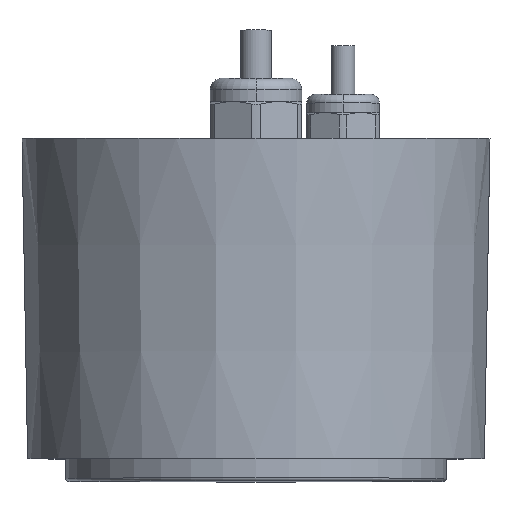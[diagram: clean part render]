
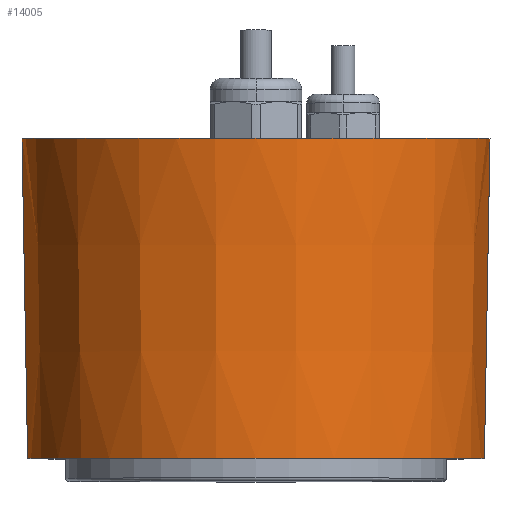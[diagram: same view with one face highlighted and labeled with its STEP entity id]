
A CAD part, top view. The second image highlights one B-rep face of the part: STEP entity #14005.
In plain terms, the highlighted conical face has half-angle 1 degrees and reference radius 60.733 mm.
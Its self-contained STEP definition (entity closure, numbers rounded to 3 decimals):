
#13501=CARTESIAN_POINT('',(32.,0.,0.));
#13502=DIRECTION('',(0.,1.,0.));
#13503=DIRECTION('',(0.,0.,1.));
#13504=AXIS2_PLACEMENT_3D('',#13501,#13502,#13503);
#13575=CARTESIAN_POINT('',(32.,84.025,0.));
#13576=DIRECTION('',(0.,1.,0.));
#13577=DIRECTION('',(0.,0.,1.));
#13578=AXIS2_PLACEMENT_3D('',#13575,#13576,#13577);
#13656=DIRECTION('',(0.,1.,-0.017));
#13657=VECTOR('',#13656,84.038);
#13658=CARTESIAN_POINT('',(32.,0.,61.467));
#13659=LINE('',#13658,#13657);
#13660=DIRECTION('',(0.,1.,0.017));
#13661=VECTOR('',#13660,84.038);
#13662=CARTESIAN_POINT('',(32.,0.,-61.467));
#13663=LINE('',#13662,#13661);
#13727=CARTESIAN_POINT('',(32.,0.,61.467));
#13729=VERTEX_POINT('',#13727);
#13730=CARTESIAN_POINT('',(32.,0.,-61.467));
#13732=VERTEX_POINT('',#13730);
#13738=CARTESIAN_POINT('',(32.,84.025,60.));
#13739=VERTEX_POINT('',#13738);
#13740=CARTESIAN_POINT('',(32.,84.025,-60.));
#13741=VERTEX_POINT('',#13740);
#13993=CARTESIAN_POINT('',(32.,42.013,0.));
#13994=DIRECTION('',(0.,-1.,0.));
#13995=DIRECTION('',(-1.,0.,0.));
#13996=AXIS2_PLACEMENT_3D('',#13993,#13994,#13995);
#13997=CONICAL_SURFACE('',#13996,60.733,1.);
#13998=ORIENTED_EDGE('',*,*,#13841,.T.);
#14000=ORIENTED_EDGE('',*,*,#13999,.F.);
#14001=ORIENTED_EDGE('',*,*,#13791,.F.);
#14002=ORIENTED_EDGE('',*,*,#13986,.T.);
#14003=EDGE_LOOP('',(#13998,#14000,#14001,#14002));
#14004=FACE_OUTER_BOUND('',#14003,.F.);
#14005=ADVANCED_FACE('',(#14004),#13997,.T.);
#13505=CIRCLE('',#13504,61.467);
#13579=CIRCLE('',#13578,60.);
#13791=EDGE_CURVE('',#13729,#13732,#13505,.T.);
#13841=EDGE_CURVE('',#13739,#13741,#13579,.T.);
#13986=EDGE_CURVE('',#13729,#13739,#13659,.T.);
#13999=EDGE_CURVE('',#13732,#13741,#13663,.T.);
